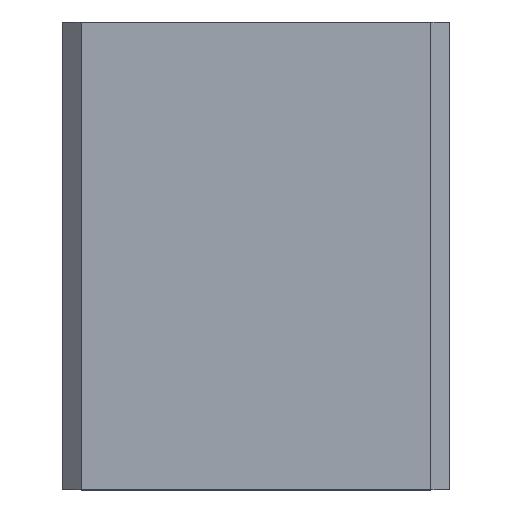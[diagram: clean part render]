
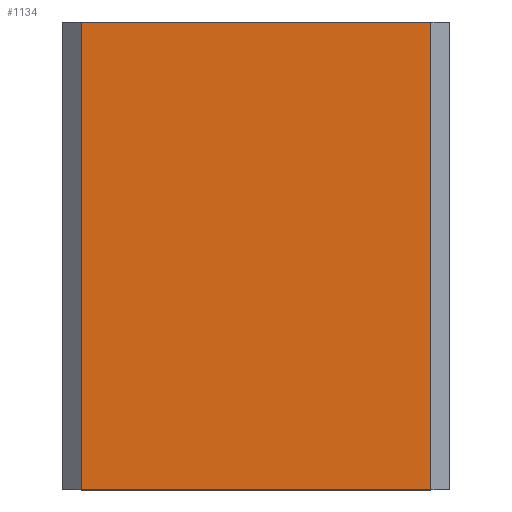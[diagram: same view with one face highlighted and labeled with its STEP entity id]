
A CAD part, top view. The second image highlights one B-rep face of the part: STEP entity #1134.
In plain terms, the highlighted planar face has unit normal (0, 0, 1).
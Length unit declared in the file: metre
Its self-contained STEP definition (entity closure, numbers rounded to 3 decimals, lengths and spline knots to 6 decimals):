
#21=LINE('',#1576,#178);
#33=LINE('',#1601,#190);
#83=LINE('',#1709,#240);
#84=LINE('',#1710,#241);
#178=VECTOR('',#1278,1.);
#190=VECTOR('',#1292,1.);
#240=VECTOR('',#1360,1.);
#241=VECTOR('',#1361,1.);
#410=ORIENTED_EDGE('',*,*,#670,.T.);
#411=ORIENTED_EDGE('',*,*,#737,.T.);
#412=ORIENTED_EDGE('',*,*,#682,.F.);
#413=ORIENTED_EDGE('',*,*,#738,.T.);
#670=EDGE_CURVE('',#838,#837,#21,.T.);
#682=EDGE_CURVE('',#849,#850,#33,.T.);
#737=EDGE_CURVE('',#837,#850,#83,.T.);
#738=EDGE_CURVE('',#849,#838,#84,.T.);
#837=VERTEX_POINT('',#1575);
#838=VERTEX_POINT('',#1577);
#849=VERTEX_POINT('',#1600);
#850=VERTEX_POINT('',#1602);
#962=EDGE_LOOP('',(#410,#411,#412,#413));
#1023=FACE_BOUND('',#962,.T.);
#1080=PLANE('',#1211);
#1134=ADVANCED_FACE('',(#1023),#1080,.F.);
#1211=AXIS2_PLACEMENT_3D('',#1708,#1358,#1359);
#1278=DIRECTION('',(-1.,0.,0.));
#1292=DIRECTION('',(-1.,0.,0.));
#1358=DIRECTION('',(0.,0.,-1.));
#1359=DIRECTION('',(-1.,0.,0.));
#1360=DIRECTION('',(0.,-1.,0.));
#1361=DIRECTION('',(0.,1.,0.));
#1575=CARTESIAN_POINT('',(-0.00935,-0.007,0.01385));
#1576=CARTESIAN_POINT('',(0.010502,-0.007,0.01385));
#1577=CARTESIAN_POINT('',(0.00935,-0.007,0.01385));
#1600=CARTESIAN_POINT('',(0.00935,-0.032,0.01385));
#1601=CARTESIAN_POINT('',(0.010502,-0.032,0.01385));
#1602=CARTESIAN_POINT('',(-0.00935,-0.032,0.01385));
#1708=CARTESIAN_POINT('',(0.010502,-0.0195,0.01385));
#1709=CARTESIAN_POINT('',(-0.00935,-0.0195,0.01385));
#1710=CARTESIAN_POINT('',(0.00935,-0.007,0.01385));
